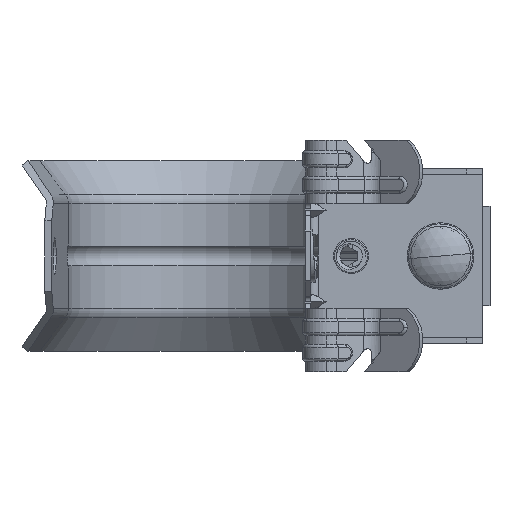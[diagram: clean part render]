
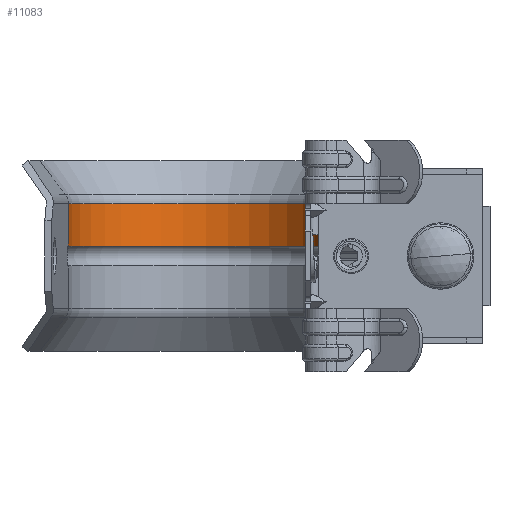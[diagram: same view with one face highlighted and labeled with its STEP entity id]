
A CAD part, front view. The second image highlights one B-rep face of the part: STEP entity #11083.
In plain terms, the highlighted cylindrical face has radius 25.4 mm (diameter 50.8 mm), a partial arc.
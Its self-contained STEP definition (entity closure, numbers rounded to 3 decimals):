
#604 = CIRCLE ( 'NONE', #4721, 25.4 ) ;
#740 = EDGE_CURVE ( 'NONE', #13628, #9517, #6414, .T. ) ;
#1215 = DIRECTION ( 'NONE',  ( -1., 0., 0. ) ) ;
#1270 = CYLINDRICAL_SURFACE ( 'NONE', #14289, 25.4 ) ;
#1590 = ORIENTED_EDGE ( 'NONE', *, *, #9105, .T. ) ;
#2245 = DIRECTION ( 'NONE',  ( -1., 0., 0. ) ) ;
#2481 = ORIENTED_EDGE ( 'NONE', *, *, #7450, .T. ) ;
#2718 = EDGE_CURVE ( 'NONE', #9517, #4491, #604, .T. ) ;
#3176 = ORIENTED_EDGE ( 'NONE', *, *, #740, .F. ) ;
#3817 = DIRECTION ( 'NONE',  ( 0., 0., 1. ) ) ;
#3965 = CARTESIAN_POINT ( 'NONE',  ( -26.75, -91.25, 0. ) ) ;
#4056 = DIRECTION ( 'NONE',  ( 0., 0., 1. ) ) ;
#4088 = CARTESIAN_POINT ( 'NONE',  ( -26.75, -91.25, -10.039 ) ) ;
#4491 = VERTEX_POINT ( 'NONE', #10624 ) ;
#4721 = AXIS2_PLACEMENT_3D ( 'NONE', #10293, #10366, #1215 ) ;
#5100 = DIRECTION ( 'NONE',  ( 0., 0., -1. ) ) ;
#5531 = DIRECTION ( 'NONE',  ( 0., 0., -1. ) ) ;
#5684 = VECTOR ( 'NONE', #4056, 1000. ) ;
#6007 = LINE ( 'NONE', #7386, #14790 ) ;
#6414 = LINE ( 'NONE', #11031, #5684 ) ;
#7367 = CIRCLE ( 'NONE', #9309, 25.4 ) ;
#7386 = CARTESIAN_POINT ( 'NONE',  ( -52.06, -93.389, -11.059 ) ) ;
#7387 = CARTESIAN_POINT ( 'NONE',  ( -1.35, -91.25, -10.039 ) ) ;
#7450 = EDGE_CURVE ( 'NONE', #13628, #14651, #7367, .T. ) ;
#8182 = EDGE_LOOP ( 'NONE', ( #9853, #3176, #2481, #1590 ) ) ;
#8395 = CARTESIAN_POINT ( 'NONE',  ( -52.06, -93.389, -10.039 ) ) ;
#9019 = DIRECTION ( 'NONE',  ( 1., 0., 0. ) ) ;
#9105 = EDGE_CURVE ( 'NONE', #14651, #4491, #6007, .T. ) ;
#9309 = AXIS2_PLACEMENT_3D ( 'NONE', #4088, #5531, #9019 ) ;
#9517 = VERTEX_POINT ( 'NONE', #12764 ) ;
#9853 = ORIENTED_EDGE ( 'NONE', *, *, #2718, .F. ) ;
#10293 = CARTESIAN_POINT ( 'NONE',  ( -26.75, -91.25, -1.921 ) ) ;
#10366 = DIRECTION ( 'NONE',  ( 0., 0., -1. ) ) ;
#10624 = CARTESIAN_POINT ( 'NONE',  ( -52.06, -93.389, -1.921 ) ) ;
#11031 = CARTESIAN_POINT ( 'NONE',  ( -1.35, -91.25, -11.059 ) ) ;
#11083 = ADVANCED_FACE ( 'NONE', ( #12720 ), #1270, .F. ) ;
#12720 = FACE_OUTER_BOUND ( 'NONE', #8182, .T. ) ;
#12764 = CARTESIAN_POINT ( 'NONE',  ( -1.35, -91.25, -1.921 ) ) ;
#13628 = VERTEX_POINT ( 'NONE', #7387 ) ;
#14289 = AXIS2_PLACEMENT_3D ( 'NONE', #3965, #5100, #2245 ) ;
#14651 = VERTEX_POINT ( 'NONE', #8395 ) ;
#14790 = VECTOR ( 'NONE', #3817, 1000. ) ;
